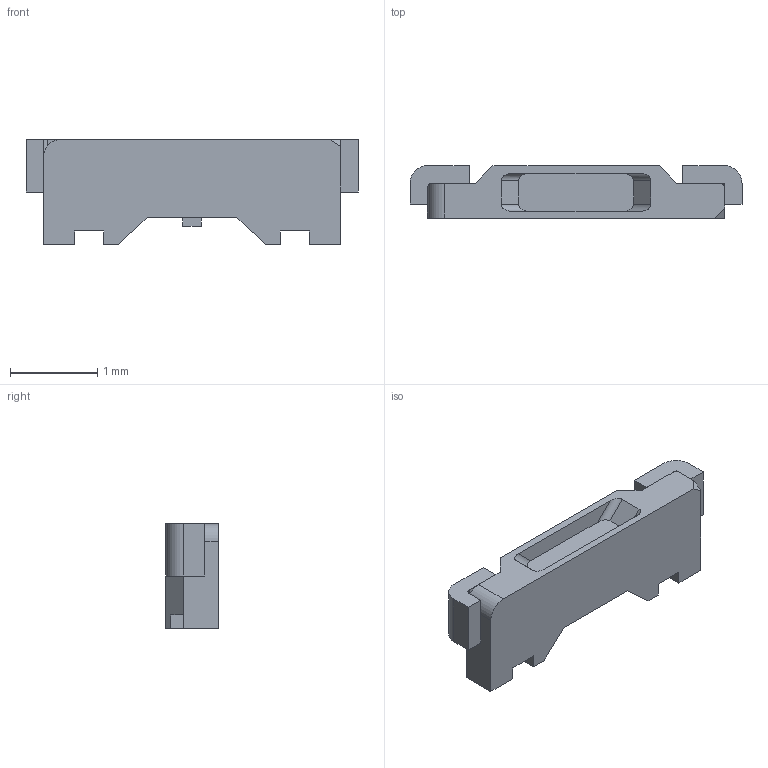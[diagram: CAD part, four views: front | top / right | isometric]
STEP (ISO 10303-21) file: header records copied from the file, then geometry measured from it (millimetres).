
FILE_DESCRIPTION (( 'STEP AP214' ), '1' );
FILE_NAME ('Lite-On_LTW-006DCG-E2.STEP', '2016-02-17T16:54:48', ( '' ), ( '' ), 'SwSTEP 2.0', 'SolidWorks 2014', '' );
FILE_SCHEMA (( 'AUTOMOTIVE_DESIGN' ));
Length unit declared in the file: millimetre
Products named in the file (1): Lite-On_LTW-006DCG-E2
Bounding box: 3.8 x 0.6 x 1.2 mm (x, y, z)
Volume: 1.9 mm3; surface area: 16.2 mm2
Topology: 3 solids, 3 shells, 58 faces, 150 edges, 100 vertices
Faces by surface type: plane 49, cylinder 9
Entity records: 1895 total; most frequent: CARTESIAN_POINT 333, ORIENTED_EDGE 300, DIRECTION 270, EDGE_CURVE 150, LINE 132, VECTOR 132, VERTEX_POINT 100, AXIS2_PLACEMENT_3D 69
